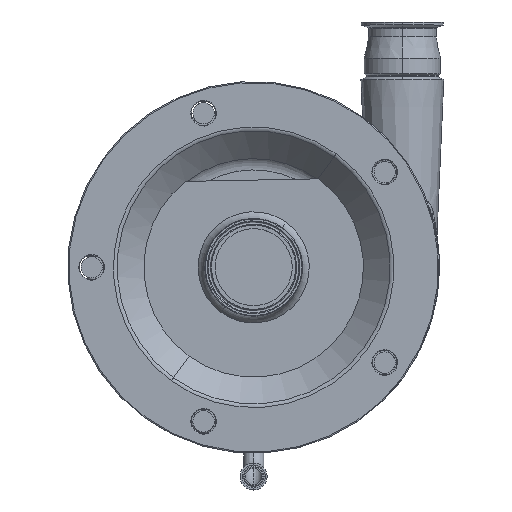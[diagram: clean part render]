
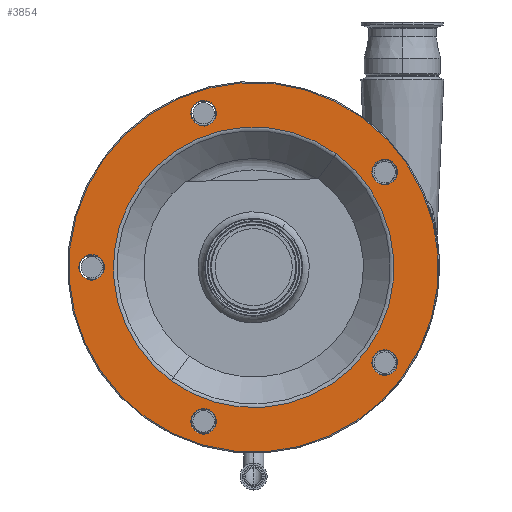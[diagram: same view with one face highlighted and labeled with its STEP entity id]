
A CAD part, top view. The second image highlights one B-rep face of the part: STEP entity #3854.
In plain terms, the highlighted planar face has unit normal (0, 0, 1).
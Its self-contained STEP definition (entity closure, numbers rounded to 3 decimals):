
#101 = DIRECTION ( 'NONE',  ( -0.588, -0.809, 0. ) ) ;
#182 = CIRCLE ( 'NONE', #10791, 132.071 ) ;
#244 = CARTESIAN_POINT ( 'NONE',  ( 116.322, 79.929, 303.5 ) ) ;
#408 = EDGE_CURVE ( 'NONE', #12325, #15508, #22891, .T. ) ;
#475 = CIRCLE ( 'NONE', #15348, 12. ) ;
#504 = ORIENTED_EDGE ( 'NONE', *, *, #408, .T. ) ;
#563 = AXIS2_PLACEMENT_3D ( 'NONE', #17995, #26091, #1931 ) ;
#602 = ORIENTED_EDGE ( 'NONE', *, *, #702, .T. ) ;
#702 = EDGE_CURVE ( 'NONE', #15508, #12325, #4710, .T. ) ;
#839 = DIRECTION ( 'NONE',  ( 0., 0., -1. ) ) ;
#884 = CARTESIAN_POINT ( 'NONE',  ( 0., 0., 303.5 ) ) ;
#900 = ORIENTED_EDGE ( 'NONE', *, *, #19766, .T. ) ;
#904 = VERTEX_POINT ( 'NONE', #6122 ) ;
#1027 = DIRECTION ( 'NONE',  ( 0., 0., -1. ) ) ;
#1109 = CARTESIAN_POINT ( 'NONE',  ( 123.375, 89.637, 303.5 ) ) ;
#1144 = ORIENTED_EDGE ( 'NONE', *, *, #13841, .T. ) ;
#1221 = EDGE_LOOP ( 'NONE', ( #18008, #25736 ) ) ;
#1409 = VERTEX_POINT ( 'NONE', #5772 ) ;
#1931 = DIRECTION ( 'NONE',  ( -0.588, -0.809, 0. ) ) ;
#2094 = AXIS2_PLACEMENT_3D ( 'NONE', #2762, #1027, #22923 ) ;
#2203 = CARTESIAN_POINT ( 'NONE',  ( 0., 0., 303.5 ) ) ;
#2287 = AXIS2_PLACEMENT_3D ( 'NONE', #15429, #5690, #15680 ) ;
#2397 = CARTESIAN_POINT ( 'NONE',  ( -77.629, -106.848, 303.5 ) ) ;
#2698 = CIRCLE ( 'NONE', #9482, 12. ) ;
#2762 = CARTESIAN_POINT ( 'NONE',  ( -47.125, 145.036, 303.5 ) ) ;
#3146 = CARTESIAN_POINT ( 'NONE',  ( -47.125, -145.036, 303.5 ) ) ;
#3428 = CARTESIAN_POINT ( 'NONE',  ( -40.072, 154.744, 303.5 ) ) ;
#3533 = VERTEX_POINT ( 'NONE', #20841 ) ;
#3686 = DIRECTION ( 'NONE',  ( -0.588, -0.809, 0. ) ) ;
#3777 = DIRECTION ( 'NONE',  ( -0.588, -0.809, 0. ) ) ;
#3854 = ADVANCED_FACE ( 'NONE', ( #8717, #16840, #24926, #6735, #14864, #8849, #22922 ), #14993, .F. ) ;
#3895 = EDGE_LOOP ( 'NONE', ( #900, #19892 ) ) ;
#3939 = ORIENTED_EDGE ( 'NONE', *, *, #7959, .F. ) ;
#4088 = CARTESIAN_POINT ( 'NONE',  ( 0., 0., 303.5 ) ) ;
#4303 = DIRECTION ( 'NONE',  ( -0.588, -0.809, 0. ) ) ;
#4703 = CIRCLE ( 'NONE', #22924, 174. ) ;
#4710 = CIRCLE ( 'NONE', #8052, 12. ) ;
#4751 = CIRCLE ( 'NONE', #7284, 12. ) ;
#5512 = AXIS2_PLACEMENT_3D ( 'NONE', #18114, #6155, #4303 ) ;
#5690 = DIRECTION ( 'NONE',  ( 0., 0., -1. ) ) ;
#5772 = CARTESIAN_POINT ( 'NONE',  ( 77.629, 106.848, 303.5 ) ) ;
#5904 = CARTESIAN_POINT ( 'NONE',  ( -40.072, -135.328, 303.5 ) ) ;
#5965 = EDGE_CURVE ( 'NONE', #9098, #22835, #25208, .T. ) ;
#6122 = CARTESIAN_POINT ( 'NONE',  ( 116.322, -99.345, 303.5 ) ) ;
#6155 = DIRECTION ( 'NONE',  ( 0., 0., -1. ) ) ;
#6735 = FACE_BOUND ( 'NONE', #22157, .T. ) ;
#6778 = EDGE_LOOP ( 'NONE', ( #3939, #26163 ) ) ;
#6866 = DIRECTION ( 'NONE',  ( -0.588, -0.809, 0. ) ) ;
#6933 = AXIS2_PLACEMENT_3D ( 'NONE', #19078, #12839, #23054 ) ;
#6946 = EDGE_CURVE ( 'NONE', #13653, #15744, #25038, .T. ) ;
#7284 = AXIS2_PLACEMENT_3D ( 'NONE', #3146, #20927, #3777 ) ;
#7745 = ORIENTED_EDGE ( 'NONE', *, *, #13534, .T. ) ;
#7959 = EDGE_CURVE ( 'NONE', #22835, #9098, #4703, .T. ) ;
#8052 = AXIS2_PLACEMENT_3D ( 'NONE', #1109, #839, #12789 ) ;
#8717 = FACE_BOUND ( 'NONE', #15468, .T. ) ;
#8718 = CARTESIAN_POINT ( 'NONE',  ( -47.125, -145.036, 303.5 ) ) ;
#8849 = FACE_OUTER_BOUND ( 'NONE', #6778, .T. ) ;
#9096 = VERTEX_POINT ( 'NONE', #2397 ) ;
#9098 = VERTEX_POINT ( 'NONE', #16337 ) ;
#9482 = AXIS2_PLACEMENT_3D ( 'NONE', #26025, #16067, #13686 ) ;
#10296 = DIRECTION ( 'NONE',  ( -0.588, -0.809, 0. ) ) ;
#10570 = VERTEX_POINT ( 'NONE', #5904 ) ;
#10599 = DIRECTION ( 'NONE',  ( 0., 0., -1. ) ) ;
#10791 = AXIS2_PLACEMENT_3D ( 'NONE', #884, #23311, #13508 ) ;
#10857 = DIRECTION ( 'NONE',  ( 0., 0., -1. ) ) ;
#11193 = EDGE_LOOP ( 'NONE', ( #1144, #11394 ) ) ;
#11336 = ORIENTED_EDGE ( 'NONE', *, *, #17075, .T. ) ;
#11394 = ORIENTED_EDGE ( 'NONE', *, *, #22937, .T. ) ;
#11871 = DIRECTION ( 'NONE',  ( -0.588, -0.809, 0. ) ) ;
#12177 = DIRECTION ( 'NONE',  ( 0., 0., -1. ) ) ;
#12302 = CARTESIAN_POINT ( 'NONE',  ( -102.275, -140.769, 303.5 ) ) ;
#12325 = VERTEX_POINT ( 'NONE', #24299 ) ;
#12789 = DIRECTION ( 'NONE',  ( -0.588, -0.809, 0. ) ) ;
#12839 = DIRECTION ( 'NONE',  ( 0., 0., -1. ) ) ;
#13459 = EDGE_CURVE ( 'NONE', #10570, #3533, #18634, .T. ) ;
#13508 = DIRECTION ( 'NONE',  ( -0.588, -0.809, 0. ) ) ;
#13534 = EDGE_CURVE ( 'NONE', #16491, #17718, #14409, .T. ) ;
#13653 = VERTEX_POINT ( 'NONE', #23713 ) ;
#13662 = AXIS2_PLACEMENT_3D ( 'NONE', #25708, #15748, #11871 ) ;
#13686 = DIRECTION ( 'NONE',  ( -0.588, -0.809, 0. ) ) ;
#13841 = EDGE_CURVE ( 'NONE', #9096, #1409, #21640, .T. ) ;
#14165 = DIRECTION ( 'NONE',  ( 0., 0., -1. ) ) ;
#14409 = CIRCLE ( 'NONE', #2094, 12. ) ;
#14607 = CIRCLE ( 'NONE', #563, 12. ) ;
#14864 = FACE_BOUND ( 'NONE', #3895, .T. ) ;
#14993 = PLANE ( 'NONE',  #6933 ) ;
#15097 = CARTESIAN_POINT ( 'NONE',  ( -159.553, -9.708, 303.5 ) ) ;
#15348 = AXIS2_PLACEMENT_3D ( 'NONE', #21878, #15528, #3686 ) ;
#15429 = CARTESIAN_POINT ( 'NONE',  ( 0., 0., 303.5 ) ) ;
#15468 = EDGE_LOOP ( 'NONE', ( #504, #602 ) ) ;
#15508 = VERTEX_POINT ( 'NONE', #244 ) ;
#15528 = DIRECTION ( 'NONE',  ( 0., 0., -1. ) ) ;
#15680 = DIRECTION ( 'NONE',  ( -0.588, -0.809, 0. ) ) ;
#15744 = VERTEX_POINT ( 'NONE', #15097 ) ;
#15748 = DIRECTION ( 'NONE',  ( 0., 0., -1. ) ) ;
#16067 = DIRECTION ( 'NONE',  ( 0., 0., -1. ) ) ;
#16337 = CARTESIAN_POINT ( 'NONE',  ( 102.275, 140.769, 303.5 ) ) ;
#16470 = CARTESIAN_POINT ( 'NONE',  ( 130.429, -79.929, 303.5 ) ) ;
#16491 = VERTEX_POINT ( 'NONE', #3428 ) ;
#16576 = EDGE_CURVE ( 'NONE', #17718, #16491, #475, .T. ) ;
#16840 = FACE_BOUND ( 'NONE', #21343, .T. ) ;
#16959 = AXIS2_PLACEMENT_3D ( 'NONE', #2203, #14165, #10296 ) ;
#17075 = EDGE_CURVE ( 'NONE', #3533, #10570, #4751, .T. ) ;
#17176 = EDGE_CURVE ( 'NONE', #904, #22379, #25089, .T. ) ;
#17376 = AXIS2_PLACEMENT_3D ( 'NONE', #8718, #10599, #6866 ) ;
#17718 = VERTEX_POINT ( 'NONE', #23658 ) ;
#17995 = CARTESIAN_POINT ( 'NONE',  ( -152.5, 0., 303.5 ) ) ;
#18008 = ORIENTED_EDGE ( 'NONE', *, *, #6946, .T. ) ;
#18114 = CARTESIAN_POINT ( 'NONE',  ( 123.375, 89.637, 303.5 ) ) ;
#18634 = CIRCLE ( 'NONE', #17376, 12. ) ;
#19078 = CARTESIAN_POINT ( 'NONE',  ( 102.275, 140.769, 303.5 ) ) ;
#19766 = EDGE_CURVE ( 'NONE', #22379, #904, #2698, .T. ) ;
#19892 = ORIENTED_EDGE ( 'NONE', *, *, #17176, .T. ) ;
#20004 = EDGE_CURVE ( 'NONE', #15744, #13653, #14607, .T. ) ;
#20263 = DIRECTION ( 'NONE',  ( -0.588, -0.809, 0. ) ) ;
#20841 = CARTESIAN_POINT ( 'NONE',  ( -54.179, -154.744, 303.5 ) ) ;
#20927 = DIRECTION ( 'NONE',  ( 0., 0., -1. ) ) ;
#20948 = CARTESIAN_POINT ( 'NONE',  ( -152.5, 0., 303.5 ) ) ;
#21343 = EDGE_LOOP ( 'NONE', ( #7745, #25316 ) ) ;
#21640 = CIRCLE ( 'NONE', #16959, 132.071 ) ;
#21878 = CARTESIAN_POINT ( 'NONE',  ( -47.125, 145.036, 303.5 ) ) ;
#22075 = AXIS2_PLACEMENT_3D ( 'NONE', #20948, #10857, #101 ) ;
#22157 = EDGE_LOOP ( 'NONE', ( #22652, #11336 ) ) ;
#22379 = VERTEX_POINT ( 'NONE', #16470 ) ;
#22652 = ORIENTED_EDGE ( 'NONE', *, *, #13459, .T. ) ;
#22835 = VERTEX_POINT ( 'NONE', #12302 ) ;
#22891 = CIRCLE ( 'NONE', #5512, 12. ) ;
#22922 = FACE_BOUND ( 'NONE', #11193, .T. ) ;
#22923 = DIRECTION ( 'NONE',  ( -0.588, -0.809, 0. ) ) ;
#22924 = AXIS2_PLACEMENT_3D ( 'NONE', #4088, #12177, #20263 ) ;
#22937 = EDGE_CURVE ( 'NONE', #1409, #9096, #182, .T. ) ;
#23054 = DIRECTION ( 'NONE',  ( -0.588, -0.809, 0. ) ) ;
#23311 = DIRECTION ( 'NONE',  ( 0., 0., -1. ) ) ;
#23658 = CARTESIAN_POINT ( 'NONE',  ( -54.179, 135.328, 303.5 ) ) ;
#23713 = CARTESIAN_POINT ( 'NONE',  ( -145.447, 9.708, 303.5 ) ) ;
#24299 = CARTESIAN_POINT ( 'NONE',  ( 130.429, 99.345, 303.5 ) ) ;
#24926 = FACE_BOUND ( 'NONE', #1221, .T. ) ;
#25038 = CIRCLE ( 'NONE', #22075, 12. ) ;
#25089 = CIRCLE ( 'NONE', #13662, 12. ) ;
#25208 = CIRCLE ( 'NONE', #2287, 174. ) ;
#25316 = ORIENTED_EDGE ( 'NONE', *, *, #16576, .T. ) ;
#25708 = CARTESIAN_POINT ( 'NONE',  ( 123.375, -89.637, 303.5 ) ) ;
#25736 = ORIENTED_EDGE ( 'NONE', *, *, #20004, .T. ) ;
#26025 = CARTESIAN_POINT ( 'NONE',  ( 123.375, -89.637, 303.5 ) ) ;
#26091 = DIRECTION ( 'NONE',  ( 0., 0., -1. ) ) ;
#26163 = ORIENTED_EDGE ( 'NONE', *, *, #5965, .F. ) ;
